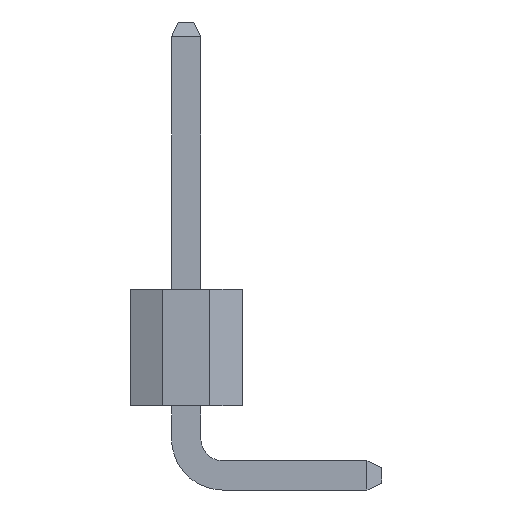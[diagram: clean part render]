
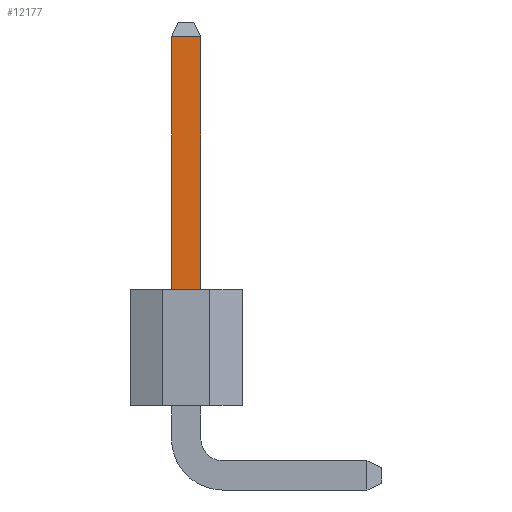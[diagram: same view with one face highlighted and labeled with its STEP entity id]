
A CAD part, left-side view. The second image highlights one B-rep face of the part: STEP entity #12177.
In plain terms, the highlighted planar face has unit normal (-1, 0, 0).
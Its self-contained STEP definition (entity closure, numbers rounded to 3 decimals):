
#241 = CARTESIAN_POINT ( 'NONE',  ( -48.58, 0.9, 4.06 ) ) ;
#316 = LINE ( 'NONE', #374, #373 ) ;
#371 = CARTESIAN_POINT ( 'NONE',  ( -48.58, 1.54, 4.06 ) ) ;
#372 = DIRECTION ( 'NONE',  ( 0., 1., 0. ) ) ;
#373 = VECTOR ( 'NONE', #372, 1000. ) ;
#374 = CARTESIAN_POINT ( 'NONE',  ( -48.58, 0.42, 4.06 ) ) ;
#11833 = VERTEX_POINT ( 'NONE', #241 ) ;
#11879 = EDGE_CURVE ( 'NONE', #11833, #11880, #316, .T. ) ;
#11880 = VERTEX_POINT ( 'NONE', #371 ) ;
#12090 = EDGE_CURVE ( 'NONE', #12143, #12156, #15595, .T. ) ;
#12134 = EDGE_CURVE ( 'NONE', #11833, #12143, #15699, .T. ) ;
#12143 = VERTEX_POINT ( 'NONE', #15735 ) ;
#12155 = EDGE_CURVE ( 'NONE', #11880, #12156, #15771, .T. ) ;
#12156 = VERTEX_POINT ( 'NONE', #15822 ) ;
#12177 = ADVANCED_FACE ( 'NONE', ( #15932 ), #15900, .F. ) ;
#12178 = ORIENTED_EDGE ( 'NONE', *, *, #12134, .T. ) ;
#12235 = EDGE_LOOP ( 'NONE', ( #12178, #12240, #12241, #12242 ) ) ;
#12240 = ORIENTED_EDGE ( 'NONE', *, *, #12090, .T. ) ;
#12241 = ORIENTED_EDGE ( 'NONE', *, *, #12155, .F. ) ;
#12242 = ORIENTED_EDGE ( 'NONE', *, *, #11879, .F. ) ;
#15591 = DIRECTION ( 'NONE',  ( 0., 1., 0. ) ) ;
#15592 = VECTOR ( 'NONE', #15591, 1000. ) ;
#15593 = CARTESIAN_POINT ( 'NONE',  ( -48.58, 0.42, 9.578 ) ) ;
#15595 = LINE ( 'NONE', #15593, #15592 ) ;
#15696 = DIRECTION ( 'NONE',  ( 0., 0., 1. ) ) ;
#15697 = VECTOR ( 'NONE', #15696, 1000. ) ;
#15698 = CARTESIAN_POINT ( 'NONE',  ( -48.58, 0.9, 0.8 ) ) ;
#15699 = LINE ( 'NONE', #15698, #15697 ) ;
#15735 = CARTESIAN_POINT ( 'NONE',  ( -48.58, 0.9, 9.578 ) ) ;
#15770 = CARTESIAN_POINT ( 'NONE',  ( -48.58, 1.54, 0.8 ) ) ;
#15771 = LINE ( 'NONE', #15770, #15824 ) ;
#15822 = CARTESIAN_POINT ( 'NONE',  ( -48.58, 1.54, 9.578 ) ) ;
#15823 = DIRECTION ( 'NONE',  ( 0., 0., 1. ) ) ;
#15824 = VECTOR ( 'NONE', #15823, 1000. ) ;
#15894 = DIRECTION ( 'NONE',  ( 0., 0., -1. ) ) ;
#15895 = DIRECTION ( 'NONE',  ( 1., 0., 0. ) ) ;
#15896 = CARTESIAN_POINT ( 'NONE',  ( -48.58, 0.42, 0.32 ) ) ;
#15897 = AXIS2_PLACEMENT_3D ( 'NONE', #15896, #15895, #15894 ) ;
#15900 = PLANE ( 'NONE',  #15897 ) ;
#15932 = FACE_OUTER_BOUND ( 'NONE', #12235, .T. ) ;
